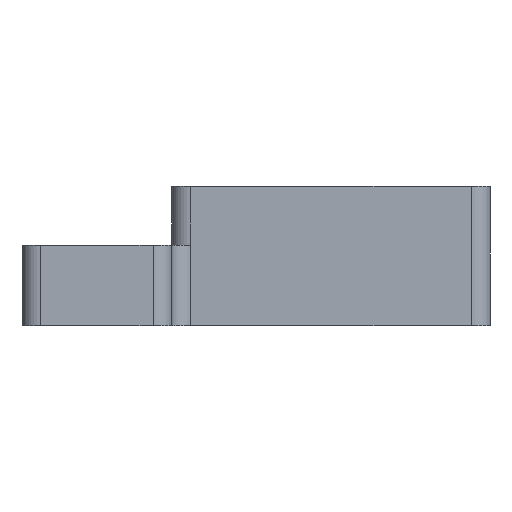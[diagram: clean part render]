
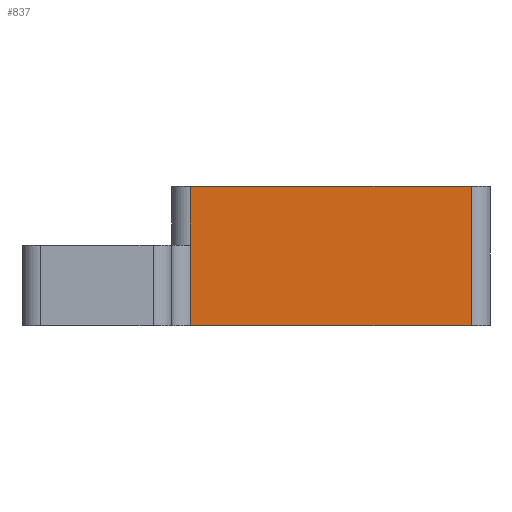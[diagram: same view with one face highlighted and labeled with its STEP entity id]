
A CAD part, left-side view. The second image highlights one B-rep face of the part: STEP entity #837.
In plain terms, the highlighted planar face has unit normal (-1, 0, 0).
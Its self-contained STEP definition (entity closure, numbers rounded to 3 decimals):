
#52=PLANE('',#946);
#94=FACE_OUTER_BOUND('',#153,.T.);
#153=EDGE_LOOP('',(#742,#743,#744,#745,#746));
#172=LINE('',#1243,#236);
#193=LINE('',#1307,#257);
#210=LINE('',#1370,#274);
#213=LINE('',#1391,#277);
#214=LINE('',#1394,#278);
#236=VECTOR('',#986,10.);
#257=VECTOR('',#1045,10.);
#274=VECTOR('',#1112,10.);
#277=VECTOR('',#1137,10.);
#278=VECTOR('',#1142,10.);
#355=VERTEX_POINT('',#1236);
#358=VERTEX_POINT('',#1241);
#382=VERTEX_POINT('',#1305);
#402=VERTEX_POINT('',#1367);
#403=VERTEX_POINT('',#1369);
#438=EDGE_CURVE('',#358,#355,#172,.T.);
#470=EDGE_CURVE('',#382,#358,#193,.T.);
#502=EDGE_CURVE('',#402,#403,#210,.T.);
#514=EDGE_CURVE('',#355,#402,#213,.T.);
#515=EDGE_CURVE('',#403,#382,#214,.T.);
#742=ORIENTED_EDGE('',*,*,#438,.F.);
#743=ORIENTED_EDGE('',*,*,#470,.F.);
#744=ORIENTED_EDGE('',*,*,#515,.F.);
#745=ORIENTED_EDGE('',*,*,#502,.F.);
#746=ORIENTED_EDGE('',*,*,#514,.F.);
#837=ADVANCED_FACE('',(#94),#52,.T.);
#946=AXIS2_PLACEMENT_3D('',#1438,#1198,#1199);
#986=DIRECTION('',(0.,0.,1.));
#1045=DIRECTION('',(0.,1.,0.));
#1112=DIRECTION('',(0.,-1.,0.));
#1137=DIRECTION('',(0.,0.,1.));
#1142=DIRECTION('',(0.,0.,-1.));
#1198=DIRECTION('center_axis',(-1.,0.,0.));
#1199=DIRECTION('ref_axis',(0.,-1.,0.));
#1236=CARTESIAN_POINT('',(-35.,-17.5,15.));
#1241=CARTESIAN_POINT('',(-35.,-17.5,0.));
#1243=CARTESIAN_POINT('',(-35.,-17.5,0.));
#1305=CARTESIAN_POINT('',(-35.,-70.,0.));
#1307=CARTESIAN_POINT('',(-35.,-73.5,0.));
#1367=CARTESIAN_POINT('',(-35.,-17.5,26.));
#1369=CARTESIAN_POINT('',(-35.,-70.,26.));
#1370=CARTESIAN_POINT('',(-35.,-73.5,26.));
#1391=CARTESIAN_POINT('',(-35.,-17.5,7.5));
#1394=CARTESIAN_POINT('',(-35.,-70.,0.));
#1438=CARTESIAN_POINT('Origin',(-35.,-14.,0.));
